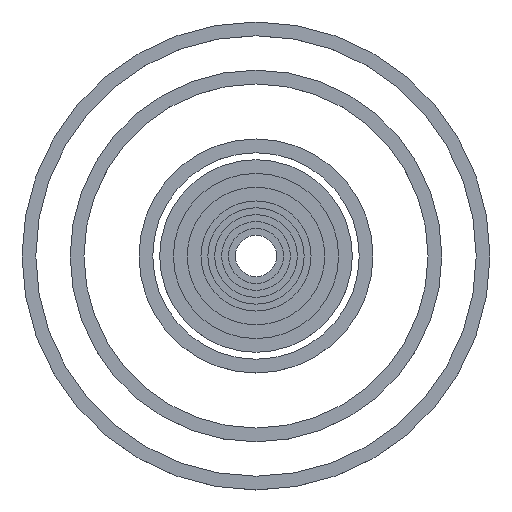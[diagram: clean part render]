
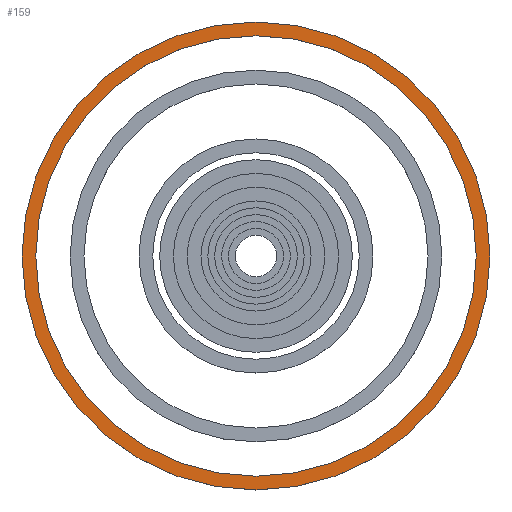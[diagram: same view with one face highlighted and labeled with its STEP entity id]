
A CAD part, top view. The second image highlights one B-rep face of the part: STEP entity #159.
In plain terms, the highlighted planar face has unit normal (0, 0, 1).
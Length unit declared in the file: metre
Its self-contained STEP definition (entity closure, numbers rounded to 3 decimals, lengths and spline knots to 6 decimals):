
#159 = ADVANCED_FACE( '', ( #342, #343 ), #344, .T. );
#342 = FACE_BOUND( '', #554, .T. );
#343 = FACE_OUTER_BOUND( '', #555, .T. );
#344 = PLANE( '', #556 );
#554 = EDGE_LOOP( '', ( #765 ) );
#555 = EDGE_LOOP( '', ( #766 ) );
#556 = AXIS2_PLACEMENT_3D( '', #767, #768, #769 );
#765 = ORIENTED_EDGE( '', *, *, #894, .F. );
#766 = ORIENTED_EDGE( '', *, *, #888, .T. );
#767 = CARTESIAN_POINT( '', ( 0., 0., 0.001 ) );
#768 = DIRECTION( '', ( 0., 0., 1. ) );
#769 = DIRECTION( '', ( 1., 0., 0. ) );
#888 = EDGE_CURVE( '', #988, #988, #989, .T. );
#894 = EDGE_CURVE( '', #998, #998, #999, .T. );
#988 = VERTEX_POINT( '', #1108 );
#989 = CIRCLE( '', #1109, 0.017 );
#998 = VERTEX_POINT( '', #1118 );
#999 = CIRCLE( '', #1119, 0.016 );
#1108 = CARTESIAN_POINT( '', ( 0.017, 0., 0.001 ) );
#1109 = AXIS2_PLACEMENT_3D( '', #1234, #1235, #1236 );
#1118 = CARTESIAN_POINT( '', ( 0.016, 0., 0.001 ) );
#1119 = AXIS2_PLACEMENT_3D( '', #1246, #1247, #1248 );
#1234 = CARTESIAN_POINT( '', ( 0., 0., 0.001 ) );
#1235 = DIRECTION( '', ( 0., 0., 1. ) );
#1236 = DIRECTION( '', ( 1., 0., 0. ) );
#1246 = CARTESIAN_POINT( '', ( 0., 0., 0.001 ) );
#1247 = DIRECTION( '', ( 0., 0., 1. ) );
#1248 = DIRECTION( '', ( 1., 0., 0. ) );
